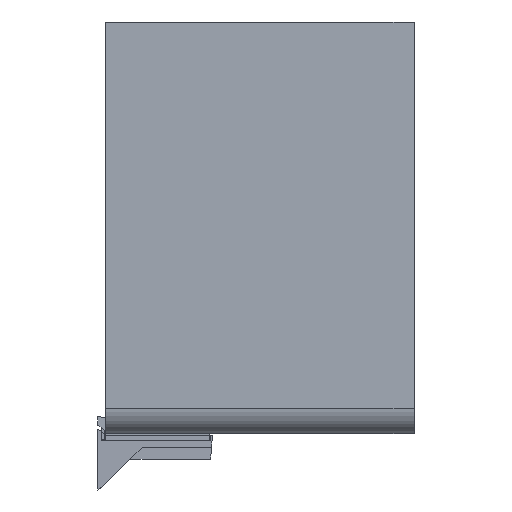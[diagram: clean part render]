
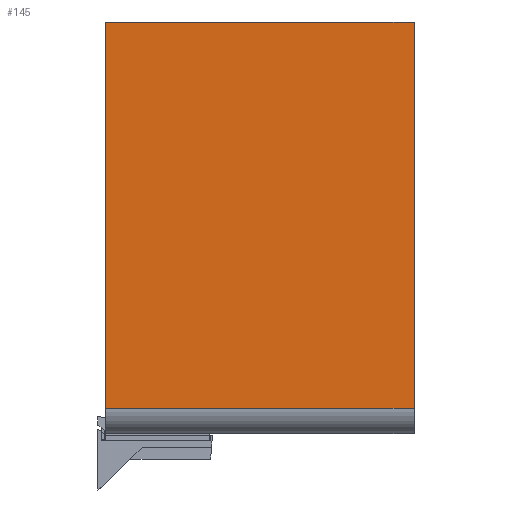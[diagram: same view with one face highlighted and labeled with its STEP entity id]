
A CAD part, left-side view. The second image highlights one B-rep face of the part: STEP entity #145.
In plain terms, the highlighted planar face has unit normal (-1, 0, 0).
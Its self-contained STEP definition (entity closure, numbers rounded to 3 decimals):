
#145=ADVANCED_FACE($,(#350),#2603,.T.);
#350=FACE_OUTER_BOUND($,#557,.T.);
#557=EDGE_LOOP($,(#899,#900,#901,#902));
#899=ORIENTED_EDGE($,*,*,#1826,.F.);
#900=ORIENTED_EDGE($,*,*,#1825,.F.);
#901=ORIENTED_EDGE($,*,*,#1824,.F.);
#902=ORIENTED_EDGE($,*,*,#1816,.T.);
#1816=EDGE_CURVE($,#2294,#2295,#2809,.T.);
#1824=EDGE_CURVE($,#2294,#2302,#2815,.T.);
#1825=EDGE_CURVE($,#2302,#2303,#2816,.T.);
#1826=EDGE_CURVE($,#2303,#2295,#2817,.T.);
#2294=VERTEX_POINT($,#4002);
#2295=VERTEX_POINT($,#4003);
#2302=VERTEX_POINT($,#4010);
#2303=VERTEX_POINT($,#4011);
#2603=PLANE($,#3337);
#2809=B_SPLINE_CURVE_WITH_KNOTS($,1,(#3930,#3931),.UNSPECIFIED.,.F.,.F.,
(2,2),(0.,375.),.UNSPECIFIED.);
#2815=B_SPLINE_CURVE_WITH_KNOTS($,1,(#3948,#3949),.UNSPECIFIED.,.F.,.F.,
(2,2),(0.,300.),.UNSPECIFIED.);
#2816=B_SPLINE_CURVE_WITH_KNOTS($,1,(#3950,#3951),.UNSPECIFIED.,.F.,.F.,
(2,2),(0.,375.),.UNSPECIFIED.);
#2817=B_SPLINE_CURVE_WITH_KNOTS($,1,(#3952,#3953),.UNSPECIFIED.,.F.,.F.,
(2,2),(-300.,0.),.UNSPECIFIED.);
#3337=AXIS2_PLACEMENT_3D($,#3983,#3495,$);
#3495=DIRECTION($,(-1.,0.,0.));
#3930=CARTESIAN_POINT($,(-233.5,332.,422.5));
#3931=CARTESIAN_POINT($,(-233.5,332.,47.5));
#3948=CARTESIAN_POINT($,(-233.5,332.,422.5));
#3949=CARTESIAN_POINT($,(-233.5,32.,422.5));
#3950=CARTESIAN_POINT($,(-233.5,32.,422.5));
#3951=CARTESIAN_POINT($,(-233.5,32.,47.5));
#3952=CARTESIAN_POINT($,(-233.5,32.,47.5));
#3953=CARTESIAN_POINT($,(-233.5,332.,47.5));
#3983=CARTESIAN_POINT($,(-233.5,332.,47.5));
#4002=CARTESIAN_POINT($,(-233.5,332.,422.5));
#4003=CARTESIAN_POINT($,(-233.5,332.,47.5));
#4010=CARTESIAN_POINT($,(-233.5,32.,422.5));
#4011=CARTESIAN_POINT($,(-233.5,32.,47.5));
